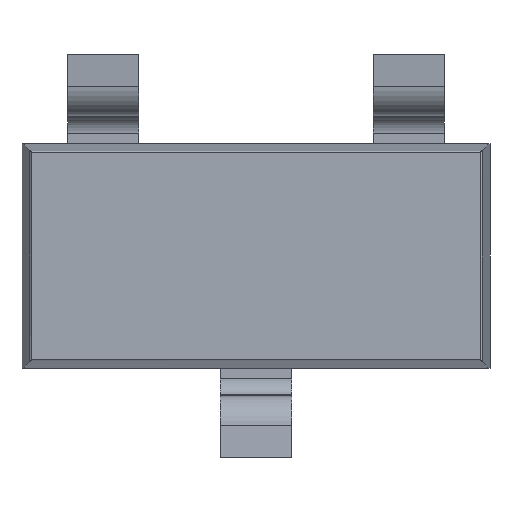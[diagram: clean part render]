
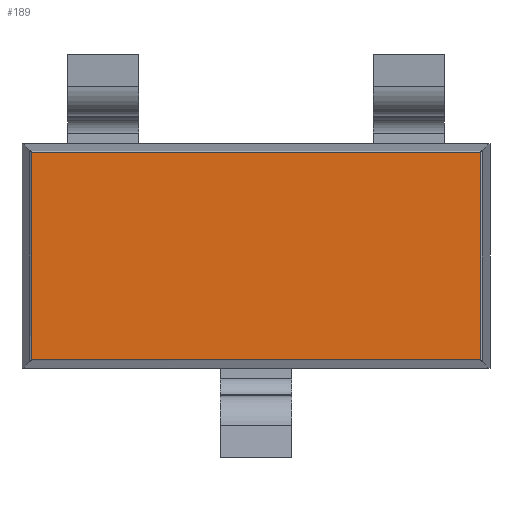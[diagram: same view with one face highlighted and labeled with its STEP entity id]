
A CAD part, front view. The second image highlights one B-rep face of the part: STEP entity #189.
In plain terms, the highlighted planar face has unit normal (0, -1, 0).
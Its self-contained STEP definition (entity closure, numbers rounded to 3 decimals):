
#189=ADVANCED_FACE('',(#383),#384,.T.);
#383=FACE_OUTER_BOUND('',#576,.T.);
#384=PLANE('',#577);
#576=EDGE_LOOP('',(#1116,#1117,#1118,#1119));
#577=AXIS2_PLACEMENT_3D('',#1120,#1121,#1122);
#1116=ORIENTED_EDGE('',*,*,#1411,.T.);
#1117=ORIENTED_EDGE('',*,*,#1422,.T.);
#1118=ORIENTED_EDGE('',*,*,#1349,.F.);
#1119=ORIENTED_EDGE('',*,*,#1419,.F.);
#1120=CARTESIAN_POINT('',(0.0,0.035,0.));
#1121=DIRECTION('',(0.0,-1.0,0.0));
#1122=DIRECTION('',(0.,0.0,-1.0));
#1349=EDGE_CURVE('',#1659,#1661,#1662,.T.);
#1411=EDGE_CURVE('',#1767,#1765,#1768,.T.);
#1419=EDGE_CURVE('',#1767,#1659,#1776,.T.);
#1422=EDGE_CURVE('',#1765,#1661,#1779,.T.);
#1659=VERTEX_POINT('',#2111);
#1661=VERTEX_POINT('',#2124);
#1662=LINE('',#2125,#2126);
#1765=VERTEX_POINT('',#2392);
#1767=VERTEX_POINT('',#2405);
#1768=LINE('',#2406,#2407);
#1776=LINE('',#2429,#2430);
#1779=LINE('',#2434,#2435);
#2111=CARTESIAN_POINT('',(2.866,0.035,0.648));
#2124=CARTESIAN_POINT('',(2.866,0.035,-0.648));
#2125=CARTESIAN_POINT('',(2.866,0.035,0.));
#2126=VECTOR('',#2610,1.0);
#2392=CARTESIAN_POINT('',(0.064,0.035,-0.648));
#2405=CARTESIAN_POINT('',(0.064,0.035,0.648));
#2406=CARTESIAN_POINT('',(0.064,0.035,0.));
#2407=VECTOR('',#2666,1.0);
#2429=CARTESIAN_POINT('',(0.0,0.035,0.648));
#2430=VECTOR('',#2670,1.0);
#2434=CARTESIAN_POINT('',(0.0,0.035,-0.648));
#2435=VECTOR('',#2672,1.0);
#2610=DIRECTION('',(0.,0.0,-1.0));
#2666=DIRECTION('',(0.,0.0,-1.0));
#2670=DIRECTION('',(1.0,0.0,0.));
#2672=DIRECTION('',(1.0,0.0,0.));
